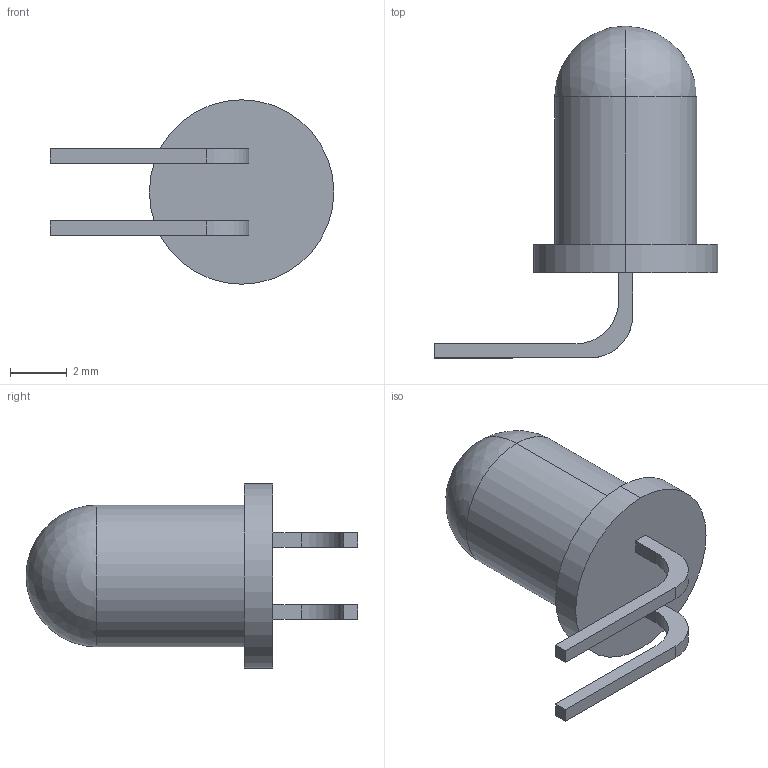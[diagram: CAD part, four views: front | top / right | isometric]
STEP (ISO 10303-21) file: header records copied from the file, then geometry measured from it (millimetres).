
FILE_DESCRIPTION (( 'STEP AP214' ), '1' );
FILE_NAME ('Led_5mmR.STEP', '2022-02-22T11:07:21', ( '' ), ( '' ), 'SwSTEP 2.0', 'SolidWorks 2017', '' );
FILE_SCHEMA (( 'AUTOMOTIVE_DESIGN' ));
Length unit declared in the file: millimetre
Products named in the file (1): Led_5mmR
Bounding box: 10 x 11.7 x 6.5 mm (x, y, z)
Volume: 172.8 mm3; surface area: 224.8 mm2
Topology: 1 solids, 1 shells, 26 faces, 66 edges, 43 vertices
Faces by surface type: plane 16, cylinder 8, sphere 2
Entity records: 1076 total; most frequent: DIRECTION 134, CARTESIAN_POINT 130, ORIENTED_EDGE 124, EDGE_CURVE 62, AXIS2_PLACEMENT_3D 45, VECTOR 44, LINE 44, VERTEX_POINT 41
